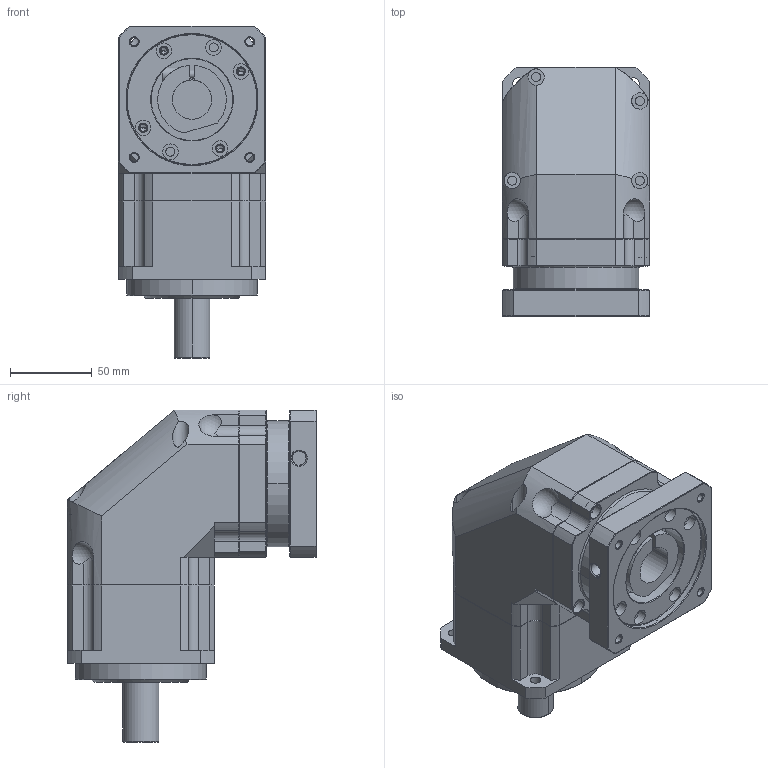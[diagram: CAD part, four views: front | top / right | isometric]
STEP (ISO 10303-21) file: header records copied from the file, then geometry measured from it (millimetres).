
FILE_DESCRIPTION((''),'2;1');
FILE_NAME('ABR0901-P4130303_ASM','2008-02-28T',('d00280'),(''),'PRO/ENGINEER BY PARAMETRIC TECHNOLOGY CORPORATION, 2006170','PRO/ENGINEER BY PARAMETRIC TECHNOLOGY CORPORATION, 2006170','');
FILE_SCHEMA(('CONFIG_CONTROL_DESIGN'));
Length unit declared in the file: millimetre
Products named in the file (5): AB0901; PD030001; PK930001; P4130303; ABR0901-P4130303_ASM
Assembly tree (4 placements, depth 2):
  ABR0901-P4130303_ASM
    AB0901
    PD030001
    PK930001
    P4130303
Bounding box: 90 x 152.5 x 203 mm (x, y, z)
Volume: 1016182.4 mm3; surface area: 182764.5 mm2
Topology: 5 solids, 23 shells, 690 faces, 1633 edges, 987 vertices
Faces by surface type: cylinder 275, plane 181, cone 162, torus 68, sphere 4
Entity records: 20589 total; most frequent: CARTESIAN_POINT 4193, DIRECTION 3722, ORIENTED_EDGE 3142, EDGE_CURVE 1609, AXIS2_PLACEMENT_3D 1532, VERTEX_POINT 987, CIRCLE 825, EDGE_LOOP 802
